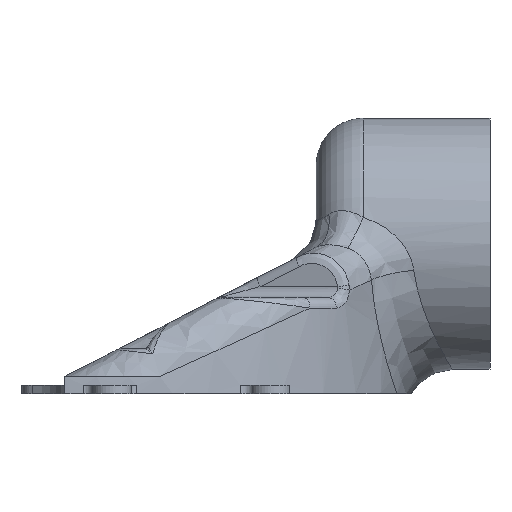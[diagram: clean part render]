
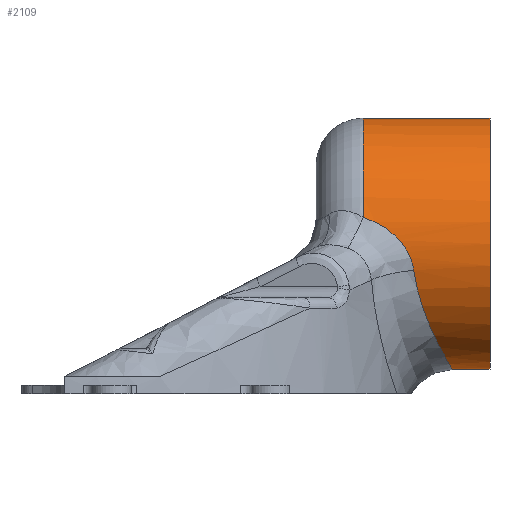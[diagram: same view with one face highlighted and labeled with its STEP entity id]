
A CAD part, left-side view. The second image highlights one B-rep face of the part: STEP entity #2109.
In plain terms, the highlighted cylindrical face has radius 29.337 mm (diameter 58.674 mm), a full revolution.
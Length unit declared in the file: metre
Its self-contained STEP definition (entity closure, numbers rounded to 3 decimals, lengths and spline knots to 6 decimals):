
#95=B_SPLINE_CURVE_WITH_KNOTS('',3,(#3808,#3809,#3810,#3811,#3812,#3813,
#3814),.UNSPECIFIED.,.F.,.F.,(4,1,1,1,4),(0.,0.004496,0.008991,
0.013487,0.017982),.UNSPECIFIED.);
#96=B_SPLINE_CURVE_WITH_KNOTS('',3,(#3816,#3817,#3818,#3819,#3820,#3821,
#3822,#3823,#3824,#3825,#3826,#3827,#3828,#3829,#3830,#3831,#3832,#3833,
#3834,#3835,#3836,#3837,#3838,#3839),.UNSPECIFIED.,.F.,.F.,(4,1,1,1,1,1,
1,1,1,1,1,1,1,1,1,1,1,1,1,1,1,4),(0.,0.005182,0.010364,
0.015546,0.020728,0.02591,0.031092,
0.033683,0.036274,0.038865,0.041456,
0.044047,0.046638,0.049229,0.05182,
0.054411,0.057002,0.062184,0.067366,
0.072549,0.077731,0.082913),.UNSPECIFIED.);
#97=B_SPLINE_CURVE_WITH_KNOTS('',3,(#3841,#3842,#3843,#3844,#3845,#3846,
#3847,#3848,#3849,#3850),.UNSPECIFIED.,.F.,.F.,(4,1,1,1,1,1,1,4),(0.,0.002249,
0.004497,0.006746,0.008994,0.011243,
0.013491,0.017988),.UNSPECIFIED.);
#628=ORIENTED_EDGE('',*,*,#1184,.T.);
#629=ORIENTED_EDGE('',*,*,#1192,.T.);
#630=ORIENTED_EDGE('',*,*,#1193,.T.);
#631=ORIENTED_EDGE('',*,*,#1194,.T.);
#632=ORIENTED_EDGE('',*,*,#1190,.F.);
#1184=EDGE_CURVE('',#1478,#1479,#1640,.T.);
#1190=EDGE_CURVE('',#1484,#1484,#1642,.T.);
#1192=EDGE_CURVE('',#1479,#1485,#95,.T.);
#1193=EDGE_CURVE('',#1485,#1486,#96,.T.);
#1194=EDGE_CURVE('',#1486,#1478,#97,.T.);
#1478=VERTEX_POINT('',#3768);
#1479=VERTEX_POINT('',#3769);
#1484=VERTEX_POINT('',#3804);
#1485=VERTEX_POINT('',#3815);
#1486=VERTEX_POINT('',#3840);
#1640=CIRCLE('',#2330,0.029337);
#1642=CIRCLE('',#2333,0.029337);
#1770=EDGE_LOOP('',(#628,#629,#630,#631));
#1771=EDGE_LOOP('',(#632));
#1928=FACE_BOUND('',#1770,.T.);
#1929=FACE_BOUND('',#1771,.T.);
#2049=CYLINDRICAL_SURFACE('',#2335,0.029337);
#2109=ADVANCED_FACE('',(#1928,#1929),#2049,.T.);
#2330=AXIS2_PLACEMENT_3D('',#3767,#2758,#2759);
#2333=AXIS2_PLACEMENT_3D('',#3803,#2764,#2765);
#2335=AXIS2_PLACEMENT_3D('',#3807,#2769,#2770);
#2758=DIRECTION('',(0.,-1.,0.));
#2759=DIRECTION('',(0.,0.,-1.));
#2764=DIRECTION('',(0.,-1.,0.));
#2765=DIRECTION('',(0.,0.,-1.));
#2769=DIRECTION('',(0.,-1.,0.));
#2770=DIRECTION('',(0.,0.,-1.));
#3767=CARTESIAN_POINT('',(0.,-0.0697,0.035));
#3768=CARTESIAN_POINT('',(0.028682,-0.0697,0.041163));
#3769=CARTESIAN_POINT('',(-0.028682,-0.0697,0.041163));
#3803=CARTESIAN_POINT('',(0.,-0.0993,0.035));
#3804=CARTESIAN_POINT('',(0.,-0.0993,0.005663));
#3807=CARTESIAN_POINT('',(0.,-0.0587,0.035));
#3808=CARTESIAN_POINT('',(-0.028682,-0.0697,0.041163));
#3809=CARTESIAN_POINT('',(-0.028779,-0.071142,0.040712));
#3810=CARTESIAN_POINT('',(-0.029013,-0.073896,0.039535));
#3811=CARTESIAN_POINT('',(-0.029338,-0.077543,0.036817));
#3812=CARTESIAN_POINT('',(-0.029373,-0.080311,0.033185));
#3813=CARTESIAN_POINT('',(-0.029,-0.081291,0.030315));
#3814=CARTESIAN_POINT('',(-0.028683,-0.081501,0.02884));
#3815=CARTESIAN_POINT('',(-0.028683,-0.081501,0.02884));
#3816=CARTESIAN_POINT('',(-0.028683,-0.081501,0.02884));
#3817=CARTESIAN_POINT('',(-0.028323,-0.081741,0.027166));
#3818=CARTESIAN_POINT('',(-0.027314,-0.082401,0.023916));
#3819=CARTESIAN_POINT('',(-0.025094,-0.08374,0.01954));
#3820=CARTESIAN_POINT('',(-0.022148,-0.08531,0.015555));
#3821=CARTESIAN_POINT('',(-0.018656,-0.086889,0.012183));
#3822=CARTESIAN_POINT('',(-0.014549,-0.088374,0.009364));
#3823=CARTESIAN_POINT('',(-0.010794,-0.089365,0.007629));
#3824=CARTESIAN_POINT('',(-0.007539,-0.089968,0.00661));
#3825=CARTESIAN_POINT('',(-0.005061,-0.090296,0.006066));
#3826=CARTESIAN_POINT('',(-0.00254,-0.090497,0.005736));
#3827=CARTESIAN_POINT('',(0.000033,-0.090565,0.005625));
#3828=CARTESIAN_POINT('',(0.002618,-0.090493,0.005743));
#3829=CARTESIAN_POINT('',(0.005132,-0.090288,0.006079));
#3830=CARTESIAN_POINT('',(0.007595,-0.089959,0.006626));
#3831=CARTESIAN_POINT('',(0.010016,-0.089509,0.007387));
#3832=CARTESIAN_POINT('',(0.012349,-0.088954,0.00835));
#3833=CARTESIAN_POINT('',(0.015273,-0.088114,0.009858));
#3834=CARTESIAN_POINT('',(0.018656,-0.08689,0.012182));
#3835=CARTESIAN_POINT('',(0.022181,-0.085294,0.015593));
#3836=CARTESIAN_POINT('',(0.025091,-0.083741,0.019533));
#3837=CARTESIAN_POINT('',(0.027338,-0.082387,0.023975));
#3838=CARTESIAN_POINT('',(0.028324,-0.08174,0.027166));
#3839=CARTESIAN_POINT('',(0.028683,-0.081501,0.02884));
#3840=CARTESIAN_POINT('',(0.028683,-0.081501,0.02884));
#3841=CARTESIAN_POINT('',(0.028683,-0.081501,0.02884));
#3842=CARTESIAN_POINT('',(0.028841,-0.081396,0.029577));
#3843=CARTESIAN_POINT('',(0.029091,-0.081052,0.031016));
#3844=CARTESIAN_POINT('',(0.029299,-0.080152,0.033098));
#3845=CARTESIAN_POINT('',(0.029355,-0.078917,0.035014));
#3846=CARTESIAN_POINT('',(0.029302,-0.077444,0.03669));
#3847=CARTESIAN_POINT('',(0.029175,-0.075719,0.038178));
#3848=CARTESIAN_POINT('',(0.028956,-0.073223,0.039819));
#3849=CARTESIAN_POINT('',(0.028779,-0.071142,0.040712));
#3850=CARTESIAN_POINT('',(0.028682,-0.0697,0.041163));
